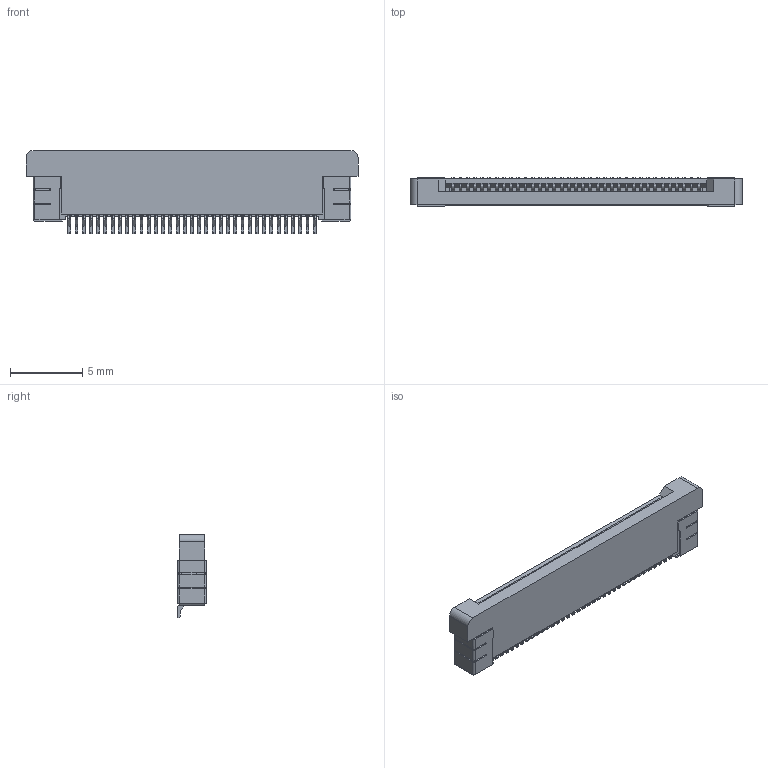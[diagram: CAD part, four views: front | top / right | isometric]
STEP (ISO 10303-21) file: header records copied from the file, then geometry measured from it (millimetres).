
FILE_DESCRIPTION (( 'STEP AP214' ), '1' );
FILE_NAME ('FFC05001-35SBB124W5M-REF.STEP', '2025-04-18T02:21:51', ( '' ), ( '' ), 'SwSTEP 2.0', 'SolidWorks 2021', '' );
FILE_SCHEMA (( 'AUTOMOTIVE_DESIGN' ));
Length unit declared in the file: millimetre
Products named in the file (1): FFC05001-35SBB124W5M-REF
Bounding box: 23 x 2 x 5.75 mm (x, y, z)
Volume: 152.4 mm3; surface area: 762.3 mm2
Topology: 1 solids, 1 shells, 2568 faces, 7632 edges, 4914 vertices
Faces by surface type: plane 1546, cylinder 963, bspline 35, torus 16, sphere 8
Entity records: 86920 total; most frequent: CARTESIAN_POINT 16780, ORIENTED_EDGE 15232, DIRECTION 14538, EDGE_CURVE 7616, VECTOR 5306, LINE 5306, VERTEX_POINT 4906, AXIS2_PLACEMENT_3D 4616
